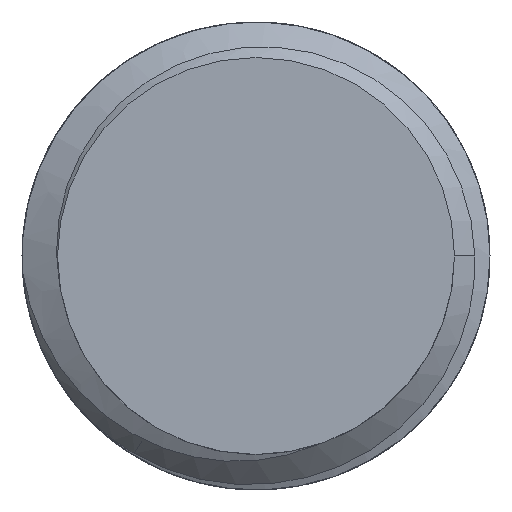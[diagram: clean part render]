
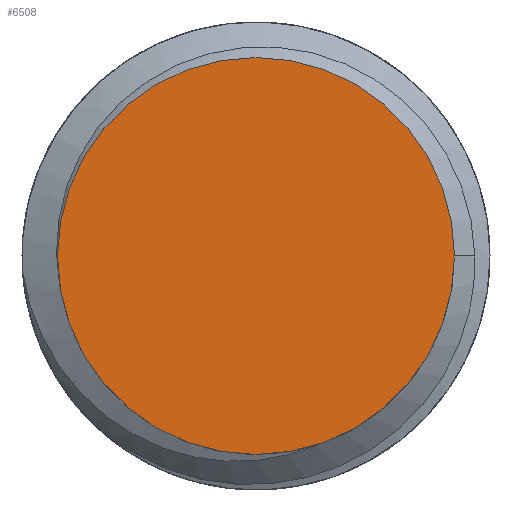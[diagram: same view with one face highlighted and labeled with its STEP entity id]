
A CAD part, front view. The second image highlights one B-rep face of the part: STEP entity #6508.
In plain terms, the highlighted planar face has unit normal (0, -1, 0).
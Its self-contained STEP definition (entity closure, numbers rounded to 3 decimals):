
#504=CARTESIAN_POINT('',(0.,-2.,0.));
#505=DIRECTION('',(0.,-1.,0.));
#506=DIRECTION('',(-1.,0.,0.));
#507=AXIS2_PLACEMENT_3D('',#504,#505,#506);
#509=CARTESIAN_POINT('',(0.,-2.,0.));
#510=DIRECTION('',(0.,-1.,0.));
#511=DIRECTION('',(1.,0.,0.));
#512=AXIS2_PLACEMENT_3D('',#509,#510,#511);
#6404=CARTESIAN_POINT('',(-3.35,-2.,0.));
#6405=CARTESIAN_POINT('',(3.35,-2.,0.));
#6406=VERTEX_POINT('',#6404);
#6407=VERTEX_POINT('',#6405);
#6499=CARTESIAN_POINT('',(0.,-2.,0.));
#6500=DIRECTION('',(0.,-1.,0.));
#6501=DIRECTION('',(-1.,0.,0.));
#6502=AXIS2_PLACEMENT_3D('',#6499,#6500,#6501);
#6503=PLANE('',#6502);
#6504=ORIENTED_EDGE('',*,*,#6489,.F.);
#6505=ORIENTED_EDGE('',*,*,#6460,.F.);
#6506=EDGE_LOOP('',(#6504,#6505));
#6507=FACE_OUTER_BOUND('',#6506,.F.);
#6508=ADVANCED_FACE('',(#6507),#6503,.T.);
#508=CIRCLE('',#507,3.35);
#513=CIRCLE('',#512,3.35);
#6460=EDGE_CURVE('',#6407,#6406,#513,.T.);
#6489=EDGE_CURVE('',#6406,#6407,#508,.T.);
